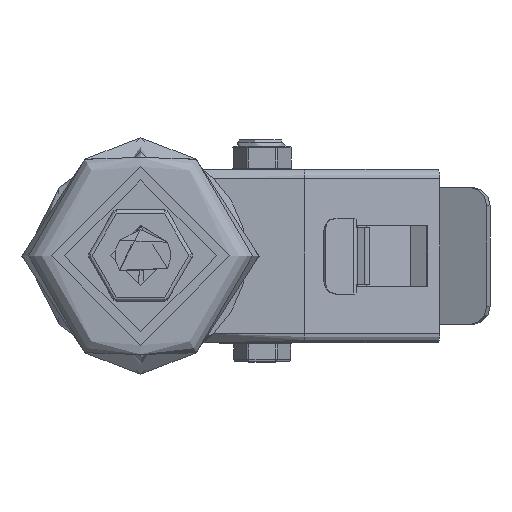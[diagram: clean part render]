
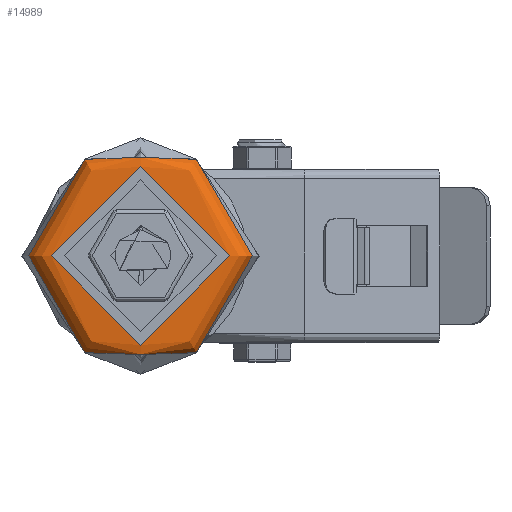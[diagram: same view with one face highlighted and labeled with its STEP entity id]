
A CAD part, top view. The second image highlights one B-rep face of the part: STEP entity #14989.
In plain terms, the highlighted toroidal (fillet/blend) face has major radius 29.34 mm and minor radius 8 mm.
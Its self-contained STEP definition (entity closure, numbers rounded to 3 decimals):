
#4117=FACE_OUTER_BOUND('',#5011,.T.);
#5011=EDGE_LOOP('',(#10488,#10489,#10490,#10491,#10492));
#6052=CIRCLE('',#16187,36.765);
#6053=CIRCLE('',#16188,36.765);
#6054=CIRCLE('',#16190,29.34);
#6055=CIRCLE('',#16191,8.);
#6642=VERTEX_POINT('',#22158);
#6643=VERTEX_POINT('',#22160);
#6644=VERTEX_POINT('',#22164);
#8140=EDGE_CURVE('',#6643,#6642,#6052,.T.);
#8141=EDGE_CURVE('',#6642,#6643,#6053,.T.);
#8142=EDGE_CURVE('',#6644,#6644,#6054,.T.);
#8143=EDGE_CURVE('',#6644,#6643,#6055,.T.);
#10488=ORIENTED_EDGE('',*,*,#8142,.T.);
#10489=ORIENTED_EDGE('',*,*,#8143,.T.);
#10490=ORIENTED_EDGE('',*,*,#8140,.T.);
#10491=ORIENTED_EDGE('',*,*,#8141,.T.);
#10492=ORIENTED_EDGE('',*,*,#8143,.F.);
#14957=TOROIDAL_SURFACE('',#16189,29.34,8.);
#14989=ADVANCED_FACE('',(#4117),#14957,.T.);
#16187=AXIS2_PLACEMENT_3D('',#22161,#17814,#17815);
#16188=AXIS2_PLACEMENT_3D('',#22162,#17816,#17817);
#16189=AXIS2_PLACEMENT_3D('',#22163,#17818,#17819);
#16190=AXIS2_PLACEMENT_3D('',#22165,#17820,#17821);
#16191=AXIS2_PLACEMENT_3D('',#22166,#17822,#17823);
#17814=DIRECTION('center_axis',(0.,0.,1.));
#17815=DIRECTION('ref_axis',(-1.,0.,0.));
#17816=DIRECTION('center_axis',(0.,0.,1.));
#17817=DIRECTION('ref_axis',(-1.,0.,0.));
#17818=DIRECTION('center_axis',(0.,0.,1.));
#17819=DIRECTION('ref_axis',(1.,0.,0.));
#17820=DIRECTION('center_axis',(0.,0.,-1.));
#17821=DIRECTION('ref_axis',(-1.,0.,0.));
#17822=DIRECTION('center_axis',(0.,-1.,0.));
#17823=DIRECTION('ref_axis',(-1.,0.,0.));
#22158=CARTESIAN_POINT('',(36.765,0.,-5.02));
#22160=CARTESIAN_POINT('',(-36.765,0.,-5.02));
#22161=CARTESIAN_POINT('Origin',(0.,0.,-5.02));
#22162=CARTESIAN_POINT('Origin',(0.,0.,-5.02));
#22163=CARTESIAN_POINT('Origin',(0.,0.,-8.));
#22164=CARTESIAN_POINT('',(-29.34,0.,0.));
#22165=CARTESIAN_POINT('Origin',(0.,0.,0.));
#22166=CARTESIAN_POINT('Origin',(-29.34,0.,
-8.));
